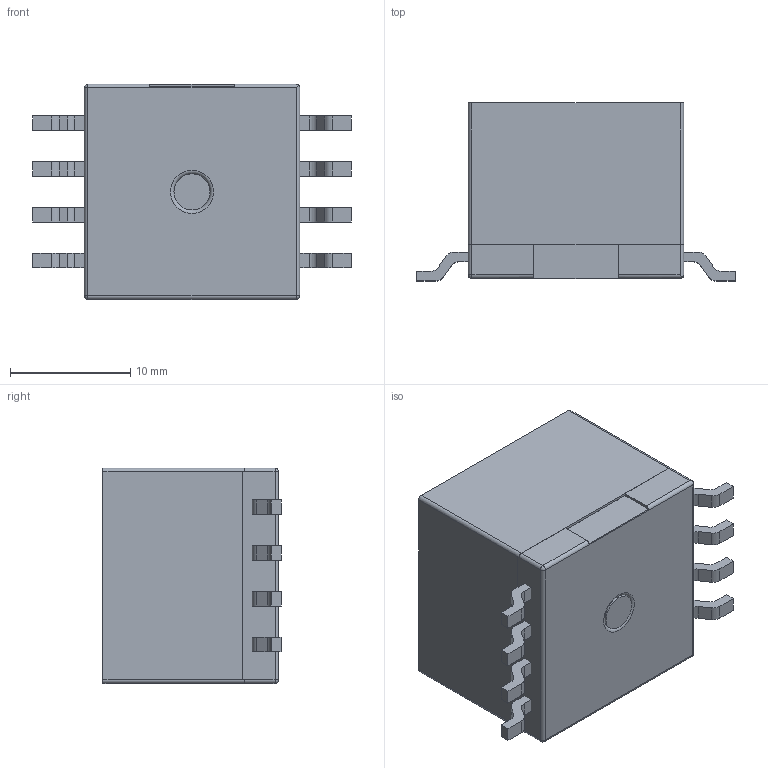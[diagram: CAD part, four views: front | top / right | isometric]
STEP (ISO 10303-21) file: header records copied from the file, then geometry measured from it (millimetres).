
FILE_DESCRIPTION(/* description */ (''),/* implementation_level */ '2;1');
FILE_NAME(/* name */ '55230844-2.stp',/* time_stamp */ '2024-03-26T14:08:06+01:00',/* author */ ('mt'),/* organization */ (''),/* preprocessor_version */ 'ST-DEVELOPER v20',/* originating_system */ 'Autodesk Inventor 2024',/* authorisation */ '');
FILE_SCHEMA (('CONFIG_CONTROL_DESIGN'));
Length unit declared in the file: millimetre
Products named in the file (1): 55230844-2
Bounding box: 26.5 x 14.8 x 17.92 mm (x, y, z)
Volume: 4750.4 mm3; surface area: 2779.1 mm2
Topology: 20 solids, 20 shells, 315 faces, 811 edges, 535 vertices
Faces by surface type: plane 225, cylinder 46, bspline 40, sphere 3, torus 1
Full cylindrical faces by diameter (mm): 3 x2
Entity records: 9772 total; most frequent: CARTESIAN_POINT 2182, ORIENTED_EDGE 1622, DIRECTION 1388, EDGE_CURVE 811, LINE 626, VECTOR 626, VERTEX_POINT 535, AXIS2_PLACEMENT_3D 381
